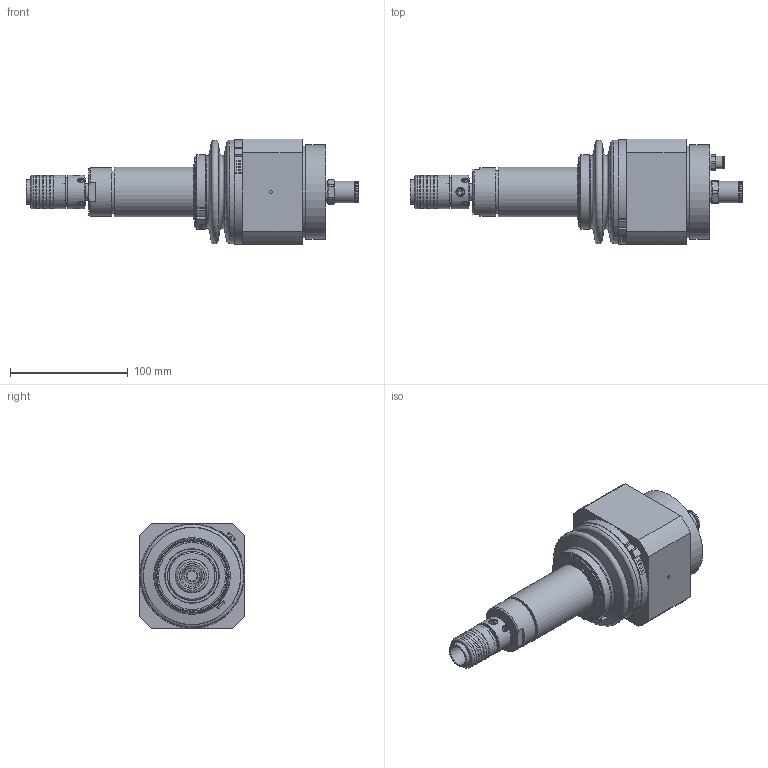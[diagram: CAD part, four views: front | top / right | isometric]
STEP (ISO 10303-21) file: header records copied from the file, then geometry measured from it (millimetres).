
FILE_DESCRIPTION(/* description */ (''),/* implementation_level */ '2;1');
FILE_NAME(/* name */ 'ESR 30 WS_60051715.stp',/* time_stamp */ '2015-06-24T15:18:44+02:00',/* author */ ('ekoch'),/* organization */ (''),/* preprocessor_version */ 'ST-DEVELOPER v15.2',/* originating_system */ 'Autodesk Inventor 2014',/* authorisation */ '');
FILE_SCHEMA (('AUTOMOTIVE_DESIGN { 1 0 10303 214 3 1 1 }'));
Length unit declared in the file: millimetre
Products named in the file (1): ESR 30 WS_60051715
Bounding box: 282.55 x 90 x 90 mm (x, y, z)
Volume: 1027495.8 mm3; surface area: 255469.6 mm2
Topology: 24 solids, 26 shells, 914 faces, 2285 edges, 1473 vertices
Faces by surface type: cylinder 443, plane 299, cone 122, torus 37, bspline 12, sphere 1
Full cylindrical faces by diameter (mm): 2.5 x2, 3.5 x4, 4 x4, 4.134 x4, 4.917 x4, 5 x8, 5.25 x2, 5.6 x2, 6 x16, 6.1 x1, 6.188 x1, 6.647 x2, 7.2 x1, 8 x2, 8.05 x1, 8.5 x1, 8.565 x1, 8.566 x1, 9 x1, 9.1 x1, 9.728 x1, 9.9 x1, 10.6 x1, 11.2 x1, 11.445 x2, 12 x1, 12.472 x1, 13.157 x1, 13.2 x1, 13.8 x1
Entity records: 29217 total; most frequent: CARTESIAN_POINT 7461, DIRECTION 4624, ORIENTED_EDGE 3828, AXIS2_PLACEMENT_3D 1981, EDGE_CURVE 1914, VERTEX_POINT 1381, EDGE_LOOP 1351, CIRCLE 1078
